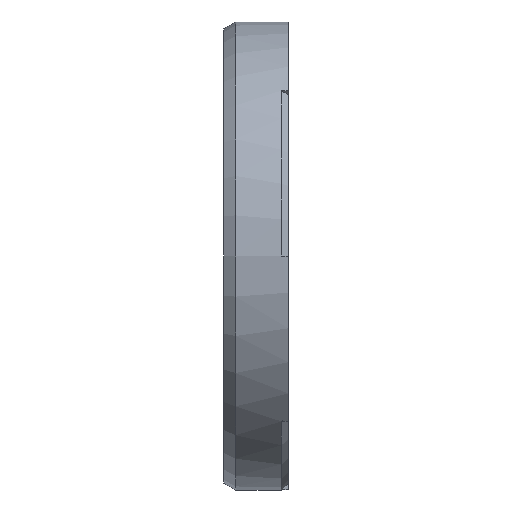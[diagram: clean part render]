
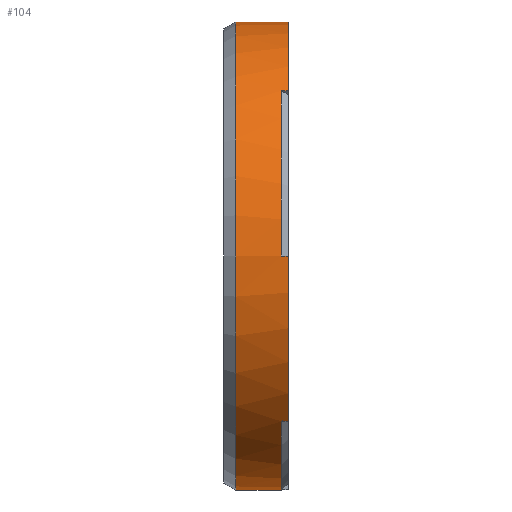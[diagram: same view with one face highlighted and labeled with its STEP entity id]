
A CAD part, left-side view. The second image highlights one B-rep face of the part: STEP entity #104.
In plain terms, the highlighted cylindrical face has radius 34 mm (diameter 68 mm), a partial arc.
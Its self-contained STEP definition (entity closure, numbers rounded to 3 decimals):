
#29 = AXIS2_PLACEMENT_3D ( 'NONE', #612, #1300, #754 ) ;
#32 = AXIS2_PLACEMENT_3D ( 'NONE', #734, #1433, #952 ) ;
#33 = VERTEX_POINT ( 'NONE', #1355 ) ;
#69 = VERTEX_POINT ( 'NONE', #476 ) ;
#92 = CARTESIAN_POINT ( 'NONE',  ( 0., -7., 0. ) ) ;
#104 = ADVANCED_FACE ( 'NONE', ( #245 ), #460, .T. ) ;
#105 = CIRCLE ( 'NONE', #29, 34. ) ;
#106 = DIRECTION ( 'NONE',  ( 0., -1., 0. ) ) ;
#107 = VECTOR ( 'NONE', #106, 1000. ) ;
#108 = VERTEX_POINT ( 'NONE', #260 ) ;
#131 = CARTESIAN_POINT ( 'NONE',  ( 0., -0.332, 0. ) ) ;
#145 = EDGE_CURVE ( 'NONE', #108, #69, #370, .T. ) ;
#150 = DIRECTION ( 'NONE',  ( 0., -1., 0. ) ) ;
#163 = VERTEX_POINT ( 'NONE', #577 ) ;
#190 = DIRECTION ( 'NONE',  ( 0., 1., 0. ) ) ;
#199 = DIRECTION ( 'NONE',  ( 0., -1., 0. ) ) ;
#212 = EDGE_CURVE ( 'NONE', #1338, #321, #724, .T. ) ;
#217 = EDGE_CURVE ( 'NONE', #1431, #1087, #625, .T. ) ;
#239 = EDGE_CURVE ( 'NONE', #1431, #163, #818, .T. ) ;
#245 = FACE_OUTER_BOUND ( 'NONE', #1333, .T. ) ;
#260 = CARTESIAN_POINT ( 'NONE',  ( -24.042, -8., -24.042 ) ) ;
#279 = CARTESIAN_POINT ( 'NONE',  ( 0., 2., 34. ) ) ;
#282 = AXIS2_PLACEMENT_3D ( 'NONE', #131, #598, #1061 ) ;
#283 = EDGE_CURVE ( 'NONE', #789, #1087, #986, .T. ) ;
#316 = CARTESIAN_POINT ( 'NONE',  ( -34., -7., 0. ) ) ;
#318 = ORIENTED_EDGE ( 'NONE', *, *, #217, .T. ) ;
#321 = VERTEX_POINT ( 'NONE', #316 ) ;
#341 = DIRECTION ( 'NONE',  ( 0., 0., -1. ) ) ;
#352 = CARTESIAN_POINT ( 'NONE',  ( 0., 2., -34. ) ) ;
#370 = LINE ( 'NONE', #1170, #697 ) ;
#408 = EDGE_CURVE ( 'NONE', #33, #321, #646, .T. ) ;
#433 = ORIENTED_EDGE ( 'NONE', *, *, #212, .T. ) ;
#457 = LINE ( 'NONE', #352, #107 ) ;
#460 = CYLINDRICAL_SURFACE ( 'NONE', #1388, 34. ) ;
#472 = VECTOR ( 'NONE', #190, 1000. ) ;
#476 = CARTESIAN_POINT ( 'NONE',  ( -24.042, -7., -24.042 ) ) ;
#528 = EDGE_CURVE ( 'NONE', #789, #912, #937, .T. ) ;
#535 = ORIENTED_EDGE ( 'NONE', *, *, #848, .T. ) ;
#570 = CIRCLE ( 'NONE', #32, 34. ) ;
#577 = CARTESIAN_POINT ( 'NONE',  ( -24.042, -8., 24.042 ) ) ;
#598 = DIRECTION ( 'NONE',  ( 0., -1., 0. ) ) ;
#605 = DIRECTION ( 'NONE',  ( 0., 0., -1. ) ) ;
#612 = CARTESIAN_POINT ( 'NONE',  ( 0., -7., 0. ) ) ;
#613 = DIRECTION ( 'NONE',  ( 0., -1., 0. ) ) ;
#624 = VECTOR ( 'NONE', #861, 1000. ) ;
#625 = LINE ( 'NONE', #977, #1208 ) ;
#646 = CIRCLE ( 'NONE', #1417, 34. ) ;
#654 = EDGE_CURVE ( 'NONE', #69, #1491, #105, .T. ) ;
#664 = DIRECTION ( 'NONE',  ( 0., 0., 1. ) ) ;
#697 = VECTOR ( 'NONE', #805, 1000. ) ;
#716 = ORIENTED_EDGE ( 'NONE', *, *, #1194, .F. ) ;
#724 = LINE ( 'NONE', #1302, #624 ) ;
#732 = ORIENTED_EDGE ( 'NONE', *, *, #408, .F. ) ;
#734 = CARTESIAN_POINT ( 'NONE',  ( 0., -8., 0. ) ) ;
#736 = DIRECTION ( 'NONE',  ( 0., 1., 0. ) ) ;
#754 = DIRECTION ( 'NONE',  ( -1., 0., 0. ) ) ;
#789 = VERTEX_POINT ( 'NONE', #1236 ) ;
#801 = ORIENTED_EDGE ( 'NONE', *, *, #145, .F. ) ;
#805 = DIRECTION ( 'NONE',  ( 0., 1., 0. ) ) ;
#807 = ORIENTED_EDGE ( 'NONE', *, *, #283, .F. ) ;
#818 = CIRCLE ( 'NONE', #1029, 34. ) ;
#848 = EDGE_CURVE ( 'NONE', #912, #1491, #457, .T. ) ;
#850 = CARTESIAN_POINT ( 'NONE',  ( 0., -7., -34. ) ) ;
#852 = ORIENTED_EDGE ( 'NONE', *, *, #1092, .F. ) ;
#861 = DIRECTION ( 'NONE',  ( 0., 1., 0. ) ) ;
#883 = ORIENTED_EDGE ( 'NONE', *, *, #654, .F. ) ;
#907 = ORIENTED_EDGE ( 'NONE', *, *, #528, .T. ) ;
#912 = VERTEX_POINT ( 'NONE', #1474 ) ;
#937 = CIRCLE ( 'NONE', #282, 34. ) ;
#952 = DIRECTION ( 'NONE',  ( 0., 0., -1. ) ) ;
#959 = CARTESIAN_POINT ( 'NONE',  ( 0., -7., 34. ) ) ;
#965 = CARTESIAN_POINT ( 'NONE',  ( 0., -8., 0. ) ) ;
#967 = ORIENTED_EDGE ( 'NONE', *, *, #239, .F. ) ;
#977 = CARTESIAN_POINT ( 'NONE',  ( 0., -8., 34. ) ) ;
#986 = LINE ( 'NONE', #279, #1297 ) ;
#1029 = AXIS2_PLACEMENT_3D ( 'NONE', #965, #150, #605 ) ;
#1038 = CARTESIAN_POINT ( 'NONE',  ( 0., 2., 0. ) ) ;
#1061 = DIRECTION ( 'NONE',  ( 0., 0., 1. ) ) ;
#1087 = VERTEX_POINT ( 'NONE', #959 ) ;
#1092 = EDGE_CURVE ( 'NONE', #1338, #108, #570, .T. ) ;
#1170 = CARTESIAN_POINT ( 'NONE',  ( -24.042, -8., -24.042 ) ) ;
#1192 = CARTESIAN_POINT ( 'NONE',  ( 0., -8., 34. ) ) ;
#1194 = EDGE_CURVE ( 'NONE', #163, #33, #1368, .T. ) ;
#1208 = VECTOR ( 'NONE', #736, 1000. ) ;
#1220 = CARTESIAN_POINT ( 'NONE',  ( -24.042, -8., 24.042 ) ) ;
#1236 = CARTESIAN_POINT ( 'NONE',  ( 0., -0.332, 34. ) ) ;
#1297 = VECTOR ( 'NONE', #613, 1000. ) ;
#1300 = DIRECTION ( 'NONE',  ( 0., -1., 0. ) ) ;
#1302 = CARTESIAN_POINT ( 'NONE',  ( -34., -8., 0. ) ) ;
#1333 = EDGE_LOOP ( 'NONE', ( #807, #907, #535, #883, #801, #852, #433, #732, #716, #967, #318 ) ) ;
#1338 = VERTEX_POINT ( 'NONE', #1496 ) ;
#1355 = CARTESIAN_POINT ( 'NONE',  ( -24.042, -7., 24.042 ) ) ;
#1368 = LINE ( 'NONE', #1220, #472 ) ;
#1388 = AXIS2_PLACEMENT_3D ( 'NONE', #1038, #1495, #341 ) ;
#1417 = AXIS2_PLACEMENT_3D ( 'NONE', #92, #199, #664 ) ;
#1431 = VERTEX_POINT ( 'NONE', #1192 ) ;
#1433 = DIRECTION ( 'NONE',  ( 0., -1., 0. ) ) ;
#1474 = CARTESIAN_POINT ( 'NONE',  ( 0., -0.332, -34. ) ) ;
#1491 = VERTEX_POINT ( 'NONE', #850 ) ;
#1495 = DIRECTION ( 'NONE',  ( 0., -1., 0. ) ) ;
#1496 = CARTESIAN_POINT ( 'NONE',  ( -34., -8., 0. ) ) ;
